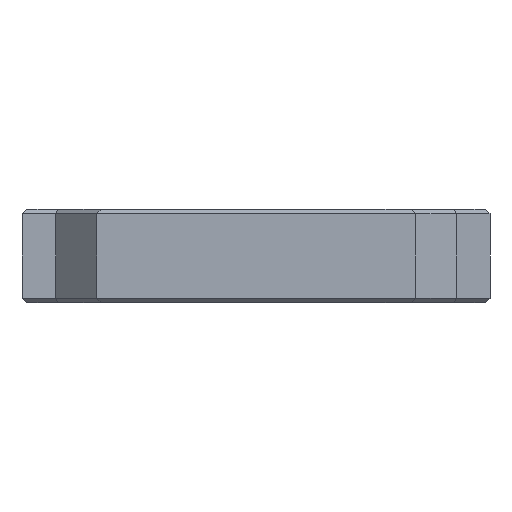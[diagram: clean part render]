
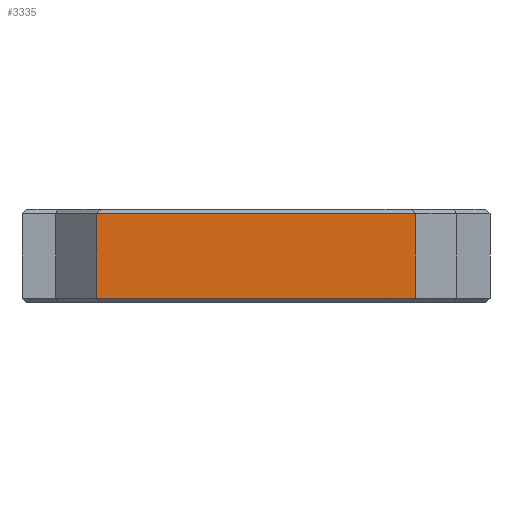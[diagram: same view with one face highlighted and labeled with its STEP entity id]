
A CAD part, front view. The second image highlights one B-rep face of the part: STEP entity #3335.
In plain terms, the highlighted planar face has unit normal (0, -1, 0).
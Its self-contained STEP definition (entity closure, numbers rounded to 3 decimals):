
#113=PLANE('',#3487);
#451=LINE('',#8753,#781);
#493=LINE('',#8836,#823);
#495=LINE('',#8840,#825);
#496=LINE('',#8841,#826);
#781=VECTOR('',#3939,10.);
#823=VECTOR('',#4023,10.);
#825=VECTOR('',#4027,10.);
#826=VECTOR('',#4028,10.);
#1017=FACE_OUTER_BOUND('',#1212,.T.);
#1212=EDGE_LOOP('',(#3064,#3065,#3066,#3067));
#1676=VERTEX_POINT('',#8751);
#1677=VERTEX_POINT('',#8752);
#1697=VERTEX_POINT('',#8835);
#1698=VERTEX_POINT('',#8839);
#2115=EDGE_CURVE('',#1676,#1677,#451,.T.);
#2157=EDGE_CURVE('',#1677,#1697,#493,.T.);
#2159=EDGE_CURVE('',#1676,#1698,#495,.T.);
#2160=EDGE_CURVE('',#1697,#1698,#496,.T.);
#3064=ORIENTED_EDGE('',*,*,#2115,.F.);
#3065=ORIENTED_EDGE('',*,*,#2159,.T.);
#3066=ORIENTED_EDGE('',*,*,#2160,.F.);
#3067=ORIENTED_EDGE('',*,*,#2157,.F.);
#3335=ADVANCED_FACE('',(#1017),#113,.T.);
#3487=AXIS2_PLACEMENT_3D('',#8838,#4025,#4026);
#3939=DIRECTION('',(-1.,0.,0.));
#4023=DIRECTION('',(0.,0.,1.));
#4025=DIRECTION('center_axis',(0.,-1.,0.));
#4026=DIRECTION('ref_axis',(-1.,0.,0.));
#4027=DIRECTION('',(0.,0.,1.));
#4028=DIRECTION('',(1.,0.,0.));
#8751=CARTESIAN_POINT('',(-18.43,-3.97,12.5));
#8752=CARTESIAN_POINT('',(-52.389,-3.97,12.5));
#8753=CARTESIAN_POINT('',(-38.566,-3.97,12.5));
#8835=CARTESIAN_POINT('',(-52.389,-3.97,21.5));
#8836=CARTESIAN_POINT('',(-52.389,-3.97,12.));
#8838=CARTESIAN_POINT('Origin',(-18.63,-3.97,22.));
#8839=CARTESIAN_POINT('',(-18.43,-3.97,21.5));
#8840=CARTESIAN_POINT('',(-18.43,-3.97,12.));
#8841=CARTESIAN_POINT('',(-38.566,-3.97,21.5));
